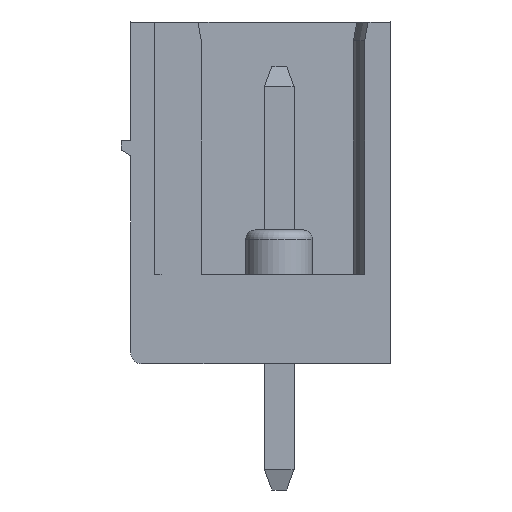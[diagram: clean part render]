
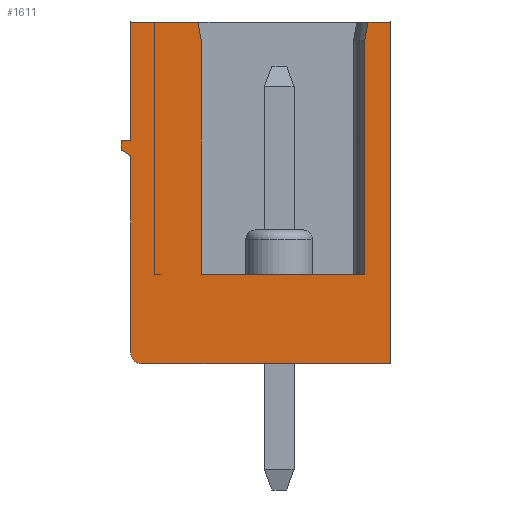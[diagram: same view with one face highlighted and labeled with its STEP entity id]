
A CAD part, left-side view. The second image highlights one B-rep face of the part: STEP entity #1611.
In plain terms, the highlighted planar face has unit normal (-1, 0, 0).
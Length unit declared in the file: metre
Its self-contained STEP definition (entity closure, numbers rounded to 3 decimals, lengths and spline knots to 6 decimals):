
#1611=ADVANCED_FACE('',(#4641),#4642,.F.);
#4641=FACE_OUTER_BOUND('',#9187,.T.);
#4642=PLANE('',#9188);
#9187=EDGE_LOOP('',(#14034,#14035,#14036,#14037,#14038,#14039,#14040,#14041,#14042,#14043,#14044,#14045,#14046,#14047,#14048));
#9188=AXIS2_PLACEMENT_3D('',#14049,#14050,#14051);
#14034=ORIENTED_EDGE('',*,*,#27218,.T.);
#14035=ORIENTED_EDGE('',*,*,#27219,.F.);
#14036=ORIENTED_EDGE('',*,*,#27220,.F.);
#14037=ORIENTED_EDGE('',*,*,#27221,.F.);
#14038=ORIENTED_EDGE('',*,*,#27166,.T.);
#14039=ORIENTED_EDGE('',*,*,#27073,.T.);
#14040=ORIENTED_EDGE('',*,*,#27034,.F.);
#14041=ORIENTED_EDGE('',*,*,#27202,.T.);
#14042=ORIENTED_EDGE('',*,*,#27124,.F.);
#14043=ORIENTED_EDGE('',*,*,#27222,.F.);
#14044=ORIENTED_EDGE('',*,*,#27223,.F.);
#14045=ORIENTED_EDGE('',*,*,#27224,.F.);
#14046=ORIENTED_EDGE('',*,*,#27225,.F.);
#14047=ORIENTED_EDGE('',*,*,#27226,.F.);
#14048=ORIENTED_EDGE('',*,*,#27227,.F.);
#14049=CARTESIAN_POINT('',(-1.086627,0.01086,0.000933));
#14050=DIRECTION('',(1.0,0.0,0.0));
#14051=DIRECTION('',(0.0,1.0,-0.0));
#27034=EDGE_CURVE('',#32301,#32303,#32304,.T.);
#27073=EDGE_CURVE('',#32370,#32303,#32371,.T.);
#27124=EDGE_CURVE('',#32444,#32446,#32447,.T.);
#27166=EDGE_CURVE('',#32504,#32370,#32505,.T.);
#27202=EDGE_CURVE('',#32301,#32446,#32551,.T.);
#27218=EDGE_CURVE('',#32568,#32569,#32570,.F.);
#27219=EDGE_CURVE('',#32571,#32569,#32572,.T.);
#27220=EDGE_CURVE('',#32573,#32571,#32574,.T.);
#27221=EDGE_CURVE('',#32504,#32573,#32575,.T.);
#27222=EDGE_CURVE('',#32576,#32444,#32577,.T.);
#27223=EDGE_CURVE('',#32578,#32576,#32579,.T.);
#27224=EDGE_CURVE('',#32580,#32578,#32581,.T.);
#27225=EDGE_CURVE('',#32582,#32580,#32583,.T.);
#27226=EDGE_CURVE('',#32584,#32582,#32585,.T.);
#27227=EDGE_CURVE('',#32568,#32584,#32586,.T.);
#32301=VERTEX_POINT('',#39972);
#32303=VERTEX_POINT('',#39975);
#32304=LINE('',#39976,#39977);
#32370=VERTEX_POINT('',#40073);
#32371=LINE('',#40074,#40075);
#32444=VERTEX_POINT('',#40184);
#32446=VERTEX_POINT('',#40187);
#32447=LINE('',#40188,#40189);
#32504=VERTEX_POINT('',#40273);
#32505=LINE('',#40274,#40275);
#32551=LINE('',#40346,#40347);
#32568=VERTEX_POINT('',#40371);
#32569=VERTEX_POINT('',#40372);
#32570=CIRCLE('',#40373,0.0003);
#32571=VERTEX_POINT('',#40374);
#32572=LINE('',#40375,#40376);
#32573=VERTEX_POINT('',#40377);
#32574=LINE('',#40378,#40379);
#32575=LINE('',#40380,#40381);
#32576=VERTEX_POINT('',#40382);
#32577=LINE('',#40383,#40384);
#32578=VERTEX_POINT('',#40385);
#32579=LINE('',#40386,#40387);
#32580=VERTEX_POINT('',#40388);
#32581=LINE('',#40389,#40390);
#32582=VERTEX_POINT('',#40391);
#32583=LINE('',#40392,#40393);
#32584=VERTEX_POINT('',#40394);
#32585=LINE('',#40395,#40396);
#32586=LINE('',#40397,#40398);
#39972=CARTESIAN_POINT('',(-1.086627,0.00896,-0.005867));
#39975=CARTESIAN_POINT('',(-1.086627,0.00456,-0.005867));
#39976=CARTESIAN_POINT('',(-1.086627,0.00386,-0.005867));
#39977=VECTOR('',#51263,1.0);
#40073=CARTESIAN_POINT('',(-1.086627,0.00456,0.000433));
#40074=CARTESIAN_POINT('',(-1.086627,0.00456,-0.005567));
#40075=VECTOR('',#51300,1.0);
#40184=CARTESIAN_POINT('',(-1.086627,0.009048,0.000933));
#40187=CARTESIAN_POINT('',(-1.086627,0.00896,0.000433));
#40188=CARTESIAN_POINT('',(-1.086627,0.009048,0.000933));
#40189=VECTOR('',#51341,1.0);
#40273=CARTESIAN_POINT('',(-1.086627,0.004471,0.000933));
#40274=CARTESIAN_POINT('',(-1.086627,0.005565,-0.005267));
#40275=VECTOR('',#51375,1.0);
#40346=CARTESIAN_POINT('',(-1.086627,0.00896,-0.005567));
#40347=VECTOR('',#51398,1.0);
#40371=CARTESIAN_POINT('',(-1.086627,0.01086,-0.007967));
#40372=CARTESIAN_POINT('',(-1.086627,0.01056,-0.008267));
#40373=AXIS2_PLACEMENT_3D('',#51409,#51410,#51411);
#40374=CARTESIAN_POINT('',(-1.086627,0.00386,-0.008267));
#40375=CARTESIAN_POINT('',(-1.086627,0.01056,-0.008267));
#40376=VECTOR('',#51412,1.0);
#40377=CARTESIAN_POINT('',(-1.086627,0.00386,0.000933));
#40378=CARTESIAN_POINT('',(-1.086627,0.00386,-0.008267));
#40379=VECTOR('',#51413,1.0);
#40380=CARTESIAN_POINT('',(-1.086627,0.00386,0.000933));
#40381=VECTOR('',#51414,1.0);
#40382=CARTESIAN_POINT('',(-1.086627,0.01086,0.000933));
#40383=CARTESIAN_POINT('',(-1.086627,0.00386,0.000933));
#40384=VECTOR('',#51415,1.0);
#40385=CARTESIAN_POINT('',(-1.086627,0.01086,-0.002267));
#40386=CARTESIAN_POINT('',(-1.086627,0.01086,0.000933));
#40387=VECTOR('',#51416,1.0);
#40388=CARTESIAN_POINT('',(-1.086627,0.01111,-0.002267));
#40389=CARTESIAN_POINT('',(-1.086627,0.01086,-0.002267));
#40390=VECTOR('',#51417,1.0);
#40391=CARTESIAN_POINT('',(-1.086627,0.01111,-0.002517));
#40392=CARTESIAN_POINT('',(-1.086627,0.01111,-0.002267));
#40393=VECTOR('',#51418,1.0);
#40394=CARTESIAN_POINT('',(-1.086627,0.01086,-0.002667));
#40395=CARTESIAN_POINT('',(-1.086627,0.01111,-0.002517));
#40396=VECTOR('',#51419,1.0);
#40397=CARTESIAN_POINT('',(-1.086627,0.01086,-0.002667));
#40398=VECTOR('',#51420,1.0);
#51263=DIRECTION('',(0.0,-1.0,0.));
#51300=DIRECTION('',(0.0,0.,-1.0));
#51341=DIRECTION('',(0.0,-0.174,-0.985));
#51375=DIRECTION('',(0.0,0.174,-0.985));
#51398=DIRECTION('',(0.0,0.,1.0));
#51409=CARTESIAN_POINT('',(-1.086627,0.01056,-0.007967));
#51410=DIRECTION('',(1.0,0.0,0.0));
#51411=DIRECTION('',(0.0,0.0,-1.0));
#51412=DIRECTION('',(0.0,1.0,0.));
#51413=DIRECTION('',(0.0,0.,-1.0));
#51414=DIRECTION('',(0.0,-1.0,0.));
#51415=DIRECTION('',(0.0,-1.0,0.));
#51416=DIRECTION('',(0.0,0.,1.0));
#51417=DIRECTION('',(0.0,-1.0,0.));
#51418=DIRECTION('',(0.0,0.,1.0));
#51419=DIRECTION('',(0.0,0.857,0.514));
#51420=DIRECTION('',(0.0,0.,1.0));
